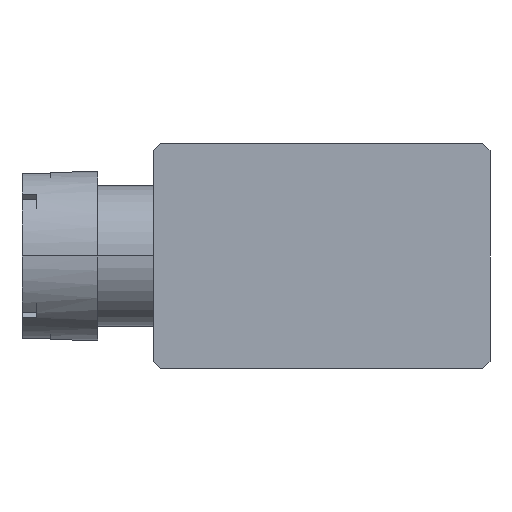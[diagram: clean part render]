
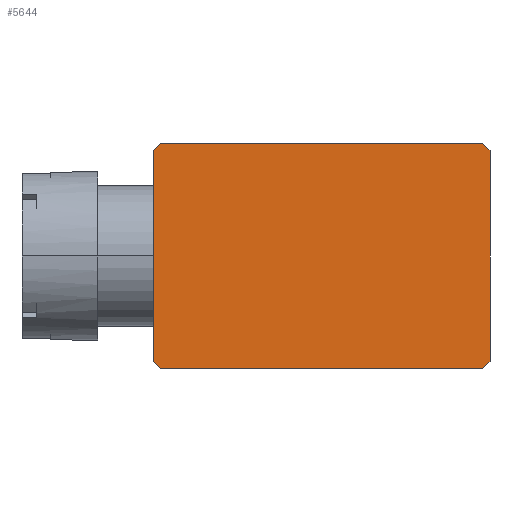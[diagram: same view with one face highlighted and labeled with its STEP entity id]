
A CAD part, left-side view. The second image highlights one B-rep face of the part: STEP entity #5644.
In plain terms, the highlighted face is planar.
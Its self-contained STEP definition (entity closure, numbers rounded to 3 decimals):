
#45 = VERTEX_POINT ( 'NONE', #1022 ) ;
#51 = VERTEX_POINT ( 'NONE', #1776 ) ;
#138 = VECTOR ( 'NONE', #3232, 1000. ) ;
#311 = CARTESIAN_POINT ( 'NONE',  ( 4., 5.75, 81. ) ) ;
#482 = ORIENTED_EDGE ( 'NONE', *, *, #7124, .T. ) ;
#555 = ORIENTED_EDGE ( 'NONE', *, *, #7494, .T. ) ;
#568 = VERTEX_POINT ( 'NONE', #3587 ) ;
#946 = VERTEX_POINT ( 'NONE', #1947 ) ;
#1022 = CARTESIAN_POINT ( 'NONE',  ( 3.75, 6., 81. ) ) ;
#1143 = LINE ( 'NONE', #3885, #8549 ) ;
#1156 = EDGE_CURVE ( 'NONE', #4055, #946, #1777, .T. ) ;
#1248 = AXIS2_PLACEMENT_3D ( 'NONE', #8585, #6945, #2627 ) ;
#1330 = CARTESIAN_POINT ( 'NONE',  ( -3.75, -6., 81. ) ) ;
#1640 = VERTEX_POINT ( 'NONE', #1330 ) ;
#1671 = LINE ( 'NONE', #8578, #138 ) ;
#1776 = CARTESIAN_POINT ( 'NONE',  ( -3.75, 6., 81. ) ) ;
#1777 = LINE ( 'NONE', #9392, #3502 ) ;
#1904 = ORIENTED_EDGE ( 'NONE', *, *, #5382, .T. ) ;
#1947 = CARTESIAN_POINT ( 'NONE',  ( -4., -5.75, 81. ) ) ;
#2176 = LINE ( 'NONE', #6472, #5627 ) ;
#2255 = VERTEX_POINT ( 'NONE', #311 ) ;
#2294 = LINE ( 'NONE', #6025, #3807 ) ;
#2411 = VECTOR ( 'NONE', #2833, 1000. ) ;
#2627 = DIRECTION ( 'NONE',  ( 1., 0., 0. ) ) ;
#2833 = DIRECTION ( 'NONE',  ( 0.707, -0.707, 0. ) ) ;
#3080 = ORIENTED_EDGE ( 'NONE', *, *, #3084, .T. ) ;
#3084 = EDGE_CURVE ( 'NONE', #45, #51, #1671, .T. ) ;
#3169 = ORIENTED_EDGE ( 'NONE', *, *, #7086, .T. ) ;
#3232 = DIRECTION ( 'NONE',  ( -1., 0., 0. ) ) ;
#3382 = CARTESIAN_POINT ( 'NONE',  ( 4., 6., 81. ) ) ;
#3502 = VECTOR ( 'NONE', #7683, 1000. ) ;
#3587 = CARTESIAN_POINT ( 'NONE',  ( 4., -5.75, 81. ) ) ;
#3615 = CARTESIAN_POINT ( 'NONE',  ( -4., -6., 81. ) ) ;
#3632 = FACE_OUTER_BOUND ( 'NONE', #9401, .T. ) ;
#3682 = ORIENTED_EDGE ( 'NONE', *, *, #6836, .T. ) ;
#3807 = VECTOR ( 'NONE', #8429, 1000. ) ;
#3885 = CARTESIAN_POINT ( 'NONE',  ( -9.875, -0.125, 81. ) ) ;
#4055 = VERTEX_POINT ( 'NONE', #6314 ) ;
#4158 = VECTOR ( 'NONE', #8805, 1000. ) ;
#4252 = VERTEX_POINT ( 'NONE', #6706 ) ;
#4292 = DIRECTION ( 'NONE',  ( 1., 0., 0. ) ) ;
#4332 = LINE ( 'NONE', #6431, #2411 ) ;
#4858 = DIRECTION ( 'NONE',  ( 0.707, 0.707, 0. ) ) ;
#4907 = VECTOR ( 'NONE', #4292, 1000. ) ;
#5382 = EDGE_CURVE ( 'NONE', #568, #2255, #6452, .T. ) ;
#5627 = VECTOR ( 'NONE', #4858, 1000. ) ;
#5644 = ADVANCED_FACE ( 'NONE', ( #3632 ), #9463, .T. ) ;
#6025 = CARTESIAN_POINT ( 'NONE',  ( 5.875, 3.875, 81. ) ) ;
#6314 = CARTESIAN_POINT ( 'NONE',  ( -4., 5.75, 81. ) ) ;
#6431 = CARTESIAN_POINT ( 'NONE',  ( -3.875, -5.875, 81. ) ) ;
#6452 = LINE ( 'NONE', #3382, #4158 ) ;
#6472 = CARTESIAN_POINT ( 'NONE',  ( -0.125, -9.875, 81. ) ) ;
#6706 = CARTESIAN_POINT ( 'NONE',  ( 3.75, -6., 81. ) ) ;
#6836 = EDGE_CURVE ( 'NONE', #1640, #4252, #6998, .T. ) ;
#6945 = DIRECTION ( 'NONE',  ( 0., 0., 1. ) ) ;
#6998 = LINE ( 'NONE', #3615, #4907 ) ;
#7086 = EDGE_CURVE ( 'NONE', #946, #1640, #4332, .T. ) ;
#7124 = EDGE_CURVE ( 'NONE', #4252, #568, #2176, .T. ) ;
#7422 = EDGE_CURVE ( 'NONE', #2255, #45, #2294, .T. ) ;
#7494 = EDGE_CURVE ( 'NONE', #51, #4055, #1143, .T. ) ;
#7515 = ORIENTED_EDGE ( 'NONE', *, *, #1156, .T. ) ;
#7682 = ORIENTED_EDGE ( 'NONE', *, *, #7422, .T. ) ;
#7683 = DIRECTION ( 'NONE',  ( 0., -1., 0. ) ) ;
#8429 = DIRECTION ( 'NONE',  ( -0.707, 0.707, 0. ) ) ;
#8549 = VECTOR ( 'NONE', #8557, 1000. ) ;
#8557 = DIRECTION ( 'NONE',  ( -0.707, -0.707, 0. ) ) ;
#8578 = CARTESIAN_POINT ( 'NONE',  ( -4., 6., 81. ) ) ;
#8585 = CARTESIAN_POINT ( 'NONE',  ( -4., -6., 81. ) ) ;
#8805 = DIRECTION ( 'NONE',  ( 0., 1., 0. ) ) ;
#9392 = CARTESIAN_POINT ( 'NONE',  ( -4., 6., 81. ) ) ;
#9401 = EDGE_LOOP ( 'NONE', ( #7515, #3169, #3682, #482, #1904, #7682, #3080, #555 ) ) ;
#9463 = PLANE ( 'NONE',  #1248 ) ;
